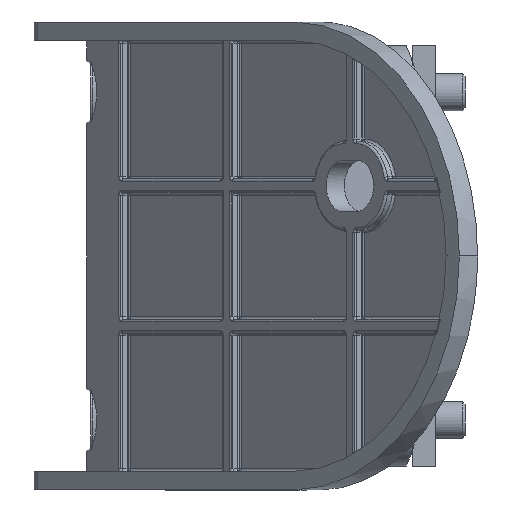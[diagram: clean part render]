
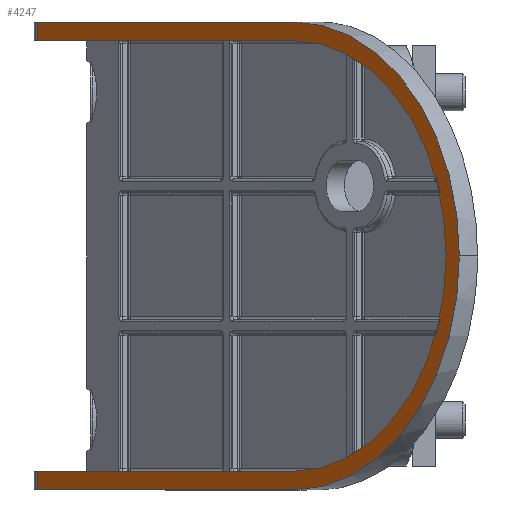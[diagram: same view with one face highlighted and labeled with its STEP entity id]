
A CAD part, left-side view. The second image highlights one B-rep face of the part: STEP entity #4247.
In plain terms, the highlighted planar face has unit normal (-0.707, 0.707, 0).
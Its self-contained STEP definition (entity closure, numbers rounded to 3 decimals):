
#154 = AXIS2_PLACEMENT_3D ( 'NONE', #18328, #12580, #6577 ) ;
#157 = VECTOR ( 'NONE', #3547, 1000. ) ;
#336 = VECTOR ( 'NONE', #14904, 1000. ) ;
#553 = VECTOR ( 'NONE', #14081, 1000. ) ;
#757 = DIRECTION ( 'NONE',  ( -0.707, -0.707, 0. ) ) ;
#843 = CARTESIAN_POINT ( 'NONE',  ( -1.414, -1.414, 100. ) ) ;
#862 = VERTEX_POINT ( 'NONE', #843 ) ;
#1589 = VERTEX_POINT ( 'NONE', #15973 ) ;
#1650 = CARTESIAN_POINT ( 'NONE',  ( -56.27, -56.27, 100. ) ) ;
#1661 = CARTESIAN_POINT ( 'NONE',  ( -1.414, -1.414, 0. ) ) ;
#2130 = ORIENTED_EDGE ( 'NONE', *, *, #2883, .F. ) ;
#2162 = EDGE_CURVE ( 'NONE', #1589, #2320, #2546, .T. ) ;
#2320 = VERTEX_POINT ( 'NONE', #8966 ) ;
#2422 = DIRECTION ( 'NONE',  ( -0.707, -0.707, 0. ) ) ;
#2546 = CIRCLE ( 'NONE', #5654, 46. ) ;
#2774 = VERTEX_POINT ( 'NONE', #12823 ) ;
#2883 = EDGE_CURVE ( 'NONE', #2320, #11279, #9373, .T. ) ;
#2997 = EDGE_CURVE ( 'NONE', #14504, #18315, #7544, .T. ) ;
#3341 = CARTESIAN_POINT ( 'NONE',  ( 0., 0., 100. ) ) ;
#3547 = DIRECTION ( 'NONE',  ( -0.707, -0.707, 0. ) ) ;
#3831 = AXIS2_PLACEMENT_3D ( 'NONE', #16321, #10094, #16026 ) ;
#3889 = EDGE_CURVE ( 'NONE', #5306, #12491, #10965, .T. ) ;
#4247 = ADVANCED_FACE ( 'NONE', ( #11030 ), #12677, .F. ) ;
#4406 = VECTOR ( 'NONE', #9231, 1000. ) ;
#4811 = CIRCLE ( 'NONE', #15964, 50. ) ;
#4941 = ORIENTED_EDGE ( 'NONE', *, *, #3889, .T. ) ;
#5266 = ORIENTED_EDGE ( 'NONE', *, *, #6931, .T. ) ;
#5306 = VERTEX_POINT ( 'NONE', #15797 ) ;
#5400 = DIRECTION ( 'NONE',  ( -0.707, 0.707, 0. ) ) ;
#5654 = AXIS2_PLACEMENT_3D ( 'NONE', #14699, #19087, #17347 ) ;
#6577 = DIRECTION ( 'NONE',  ( 0.707, 0.707, 0. ) ) ;
#6931 = EDGE_CURVE ( 'NONE', #18315, #10263, #12335, .T. ) ;
#7544 = LINE ( 'NONE', #17843, #17453 ) ;
#7545 = LINE ( 'NONE', #15099, #336 ) ;
#7936 = LINE ( 'NONE', #9850, #157 ) ;
#8558 = ORIENTED_EDGE ( 'NONE', *, *, #11490, .F. ) ;
#8720 = CARTESIAN_POINT ( 'NONE',  ( -56.27, -56.27, 50. ) ) ;
#8805 = CARTESIAN_POINT ( 'NONE',  ( -1.414, -1.414, 4. ) ) ;
#8966 = CARTESIAN_POINT ( 'NONE',  ( -88.797, -88.797, 50. ) ) ;
#9231 = DIRECTION ( 'NONE',  ( -0.707, -0.707, 0. ) ) ;
#9373 = CIRCLE ( 'NONE', #18074, 46. ) ;
#9514 = ORIENTED_EDGE ( 'NONE', *, *, #10457, .F. ) ;
#9659 = DIRECTION ( 'NONE',  ( -0.707, -0.707, 0. ) ) ;
#9850 = CARTESIAN_POINT ( 'NONE',  ( 0., 0., 96. ) ) ;
#9999 = ORIENTED_EDGE ( 'NONE', *, *, #2162, .F. ) ;
#10094 = DIRECTION ( 'NONE',  ( -0.707, 0.707, 0. ) ) ;
#10263 = VERTEX_POINT ( 'NONE', #17459 ) ;
#10457 = EDGE_CURVE ( 'NONE', #862, #12491, #16662, .T. ) ;
#10635 = VECTOR ( 'NONE', #757, 1000. ) ;
#10965 = CIRCLE ( 'NONE', #3831, 50. ) ;
#11030 = FACE_OUTER_BOUND ( 'NONE', #15645, .T. ) ;
#11251 = CARTESIAN_POINT ( 'NONE',  ( -1.414, -1.414, 100. ) ) ;
#11279 = VERTEX_POINT ( 'NONE', #13081 ) ;
#11490 = EDGE_CURVE ( 'NONE', #14504, #1589, #7545, .T. ) ;
#11511 = DIRECTION ( 'NONE',  ( -0.707, 0.707, 0. ) ) ;
#12335 = LINE ( 'NONE', #13899, #4406 ) ;
#12491 = VERTEX_POINT ( 'NONE', #1650 ) ;
#12580 = DIRECTION ( 'NONE',  ( 0.707, -0.707, 0. ) ) ;
#12677 = PLANE ( 'NONE',  #154 ) ;
#12823 = CARTESIAN_POINT ( 'NONE',  ( -1.414, -1.414, 96. ) ) ;
#13081 = CARTESIAN_POINT ( 'NONE',  ( -56.27, -56.27, 96. ) ) ;
#13899 = CARTESIAN_POINT ( 'NONE',  ( 0., 0., 0. ) ) ;
#14081 = DIRECTION ( 'NONE',  ( 0., 0., -1. ) ) ;
#14504 = VERTEX_POINT ( 'NONE', #8805 ) ;
#14510 = ORIENTED_EDGE ( 'NONE', *, *, #16859, .T. ) ;
#14699 = CARTESIAN_POINT ( 'NONE',  ( -56.27, -56.27, 50. ) ) ;
#14904 = DIRECTION ( 'NONE',  ( -0.707, -0.707, 0. ) ) ;
#15016 = EDGE_CURVE ( 'NONE', #862, #2774, #18354, .T. ) ;
#15099 = CARTESIAN_POINT ( 'NONE',  ( 0., 0., 4. ) ) ;
#15481 = CARTESIAN_POINT ( 'NONE',  ( -56.27, -56.27, 50. ) ) ;
#15645 = EDGE_LOOP ( 'NONE', ( #8558, #17565, #5266, #14510, #4941, #9514, #16863, #16856, #2130, #9999 ) ) ;
#15797 = CARTESIAN_POINT ( 'NONE',  ( -91.625, -91.625, 50. ) ) ;
#15964 = AXIS2_PLACEMENT_3D ( 'NONE', #15481, #5400, #9659 ) ;
#15973 = CARTESIAN_POINT ( 'NONE',  ( -56.27, -56.27, 4. ) ) ;
#16026 = DIRECTION ( 'NONE',  ( -0.707, -0.707, 0. ) ) ;
#16321 = CARTESIAN_POINT ( 'NONE',  ( -56.27, -56.27, 50. ) ) ;
#16478 = DIRECTION ( 'NONE',  ( 0., 0., -1. ) ) ;
#16618 = EDGE_CURVE ( 'NONE', #2774, #11279, #7936, .T. ) ;
#16662 = LINE ( 'NONE', #3341, #10635 ) ;
#16856 = ORIENTED_EDGE ( 'NONE', *, *, #16618, .T. ) ;
#16859 = EDGE_CURVE ( 'NONE', #10263, #5306, #4811, .T. ) ;
#16863 = ORIENTED_EDGE ( 'NONE', *, *, #15016, .T. ) ;
#17347 = DIRECTION ( 'NONE',  ( -0.707, -0.707, 0. ) ) ;
#17453 = VECTOR ( 'NONE', #16478, 1000. ) ;
#17459 = CARTESIAN_POINT ( 'NONE',  ( -56.27, -56.27, 0. ) ) ;
#17565 = ORIENTED_EDGE ( 'NONE', *, *, #2997, .T. ) ;
#17843 = CARTESIAN_POINT ( 'NONE',  ( -1.414, -1.414, 100. ) ) ;
#18074 = AXIS2_PLACEMENT_3D ( 'NONE', #8720, #11511, #2422 ) ;
#18315 = VERTEX_POINT ( 'NONE', #1661 ) ;
#18328 = CARTESIAN_POINT ( 'NONE',  ( 0., 0., 100. ) ) ;
#18354 = LINE ( 'NONE', #11251, #553 ) ;
#19087 = DIRECTION ( 'NONE',  ( -0.707, 0.707, 0. ) ) ;
